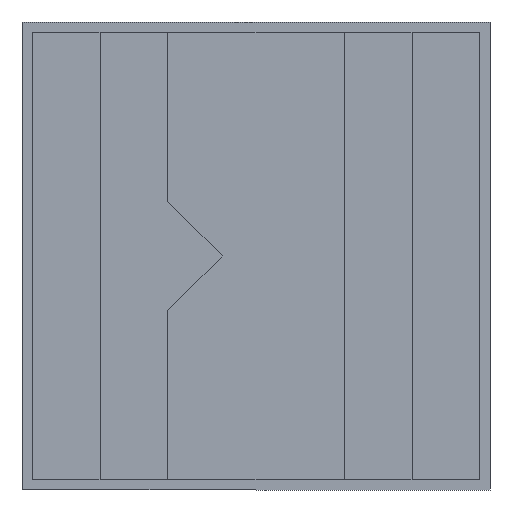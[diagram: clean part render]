
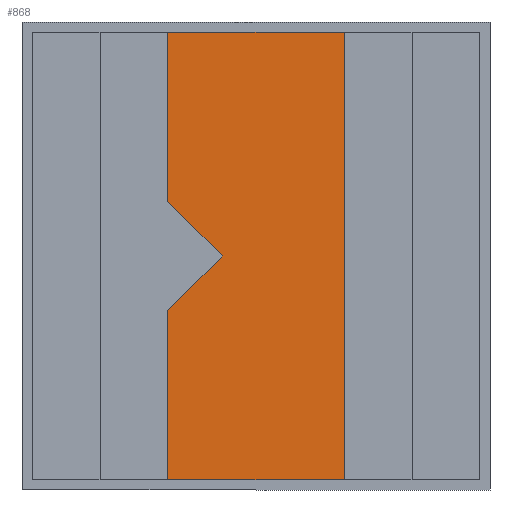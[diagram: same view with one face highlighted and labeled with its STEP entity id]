
A CAD part, front view. The second image highlights one B-rep face of the part: STEP entity #868.
In plain terms, the highlighted planar face has unit normal (0, -1, 0).
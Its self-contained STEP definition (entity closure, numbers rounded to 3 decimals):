
#2 = CARTESIAN_POINT ( 'NONE',  ( -0.65, 0., -0.4 ) ) ;
#30 = LINE ( 'NONE', #1366, #269 ) ;
#61 = VERTEX_POINT ( 'NONE', #161 ) ;
#66 = CARTESIAN_POINT ( 'NONE',  ( -0.65, 0., -1.65 ) ) ;
#73 = VERTEX_POINT ( 'NONE', #506 ) ;
#92 = DIRECTION ( 'NONE',  ( 0., 0., -1. ) ) ;
#112 = DIRECTION ( 'NONE',  ( 0., 0., 1. ) ) ;
#129 = VERTEX_POINT ( 'NONE', #194 ) ;
#161 = CARTESIAN_POINT ( 'NONE',  ( -0.25, 0., 0. ) ) ;
#178 = EDGE_CURVE ( 'NONE', #889, #129, #1078, .T. ) ;
#191 = CARTESIAN_POINT ( 'NONE',  ( 0.65, 0., 1.65 ) ) ;
#194 = CARTESIAN_POINT ( 'NONE',  ( -0.65, 0., 1.65 ) ) ;
#250 = CARTESIAN_POINT ( 'NONE',  ( -0.65, 0., -0.4 ) ) ;
#269 = VECTOR ( 'NONE', #496, 1000. ) ;
#272 = DIRECTION ( 'NONE',  ( 0., 0., 1. ) ) ;
#273 = ORIENTED_EDGE ( 'NONE', *, *, #909, .T. ) ;
#283 = LINE ( 'NONE', #1330, #697 ) ;
#372 = CARTESIAN_POINT ( 'NONE',  ( -0.65, 0., 1.65 ) ) ;
#390 = DIRECTION ( 'NONE',  ( -0.707, 0., 0.707 ) ) ;
#466 = ORIENTED_EDGE ( 'NONE', *, *, #527, .F. ) ;
#496 = DIRECTION ( 'NONE',  ( 0.707, 0., 0.707 ) ) ;
#502 = VECTOR ( 'NONE', #272, 1000. ) ;
#506 = CARTESIAN_POINT ( 'NONE',  ( 0.65, 0., -1.65 ) ) ;
#519 = CARTESIAN_POINT ( 'NONE',  ( 1.65, 0., 1.65 ) ) ;
#527 = EDGE_CURVE ( 'NONE', #61, #1355, #1002, .T. ) ;
#590 = ORIENTED_EDGE ( 'NONE', *, *, #890, .F. ) ;
#613 = EDGE_CURVE ( 'NONE', #1005, #61, #30, .T. ) ;
#644 = AXIS2_PLACEMENT_3D ( 'NONE', #767, #888, #1237 ) ;
#676 = EDGE_LOOP ( 'NONE', ( #1179, #942, #466, #885, #590, #273, #681 ) ) ;
#681 = ORIENTED_EDGE ( 'NONE', *, *, #1118, .F. ) ;
#697 = VECTOR ( 'NONE', #1121, 1000. ) ;
#700 = VERTEX_POINT ( 'NONE', #66 ) ;
#735 = LINE ( 'NONE', #2, #1175 ) ;
#767 = CARTESIAN_POINT ( 'NONE',  ( 0., 0., 0. ) ) ;
#783 = CARTESIAN_POINT ( 'NONE',  ( 0.65, 0., 1.65 ) ) ;
#838 = FACE_OUTER_BOUND ( 'NONE', #676, .T. ) ;
#868 = ADVANCED_FACE ( 'NONE', ( #838 ), #1114, .F. ) ;
#885 = ORIENTED_EDGE ( 'NONE', *, *, #613, .F. ) ;
#888 = DIRECTION ( 'NONE',  ( 0., 1., 0. ) ) ;
#889 = VERTEX_POINT ( 'NONE', #783 ) ;
#890 = EDGE_CURVE ( 'NONE', #700, #1005, #735, .T. ) ;
#909 = EDGE_CURVE ( 'NONE', #700, #73, #283, .T. ) ;
#942 = ORIENTED_EDGE ( 'NONE', *, *, #1416, .F. ) ;
#992 = LINE ( 'NONE', #191, #1139 ) ;
#1002 = LINE ( 'NONE', #1182, #1201 ) ;
#1005 = VERTEX_POINT ( 'NONE', #250 ) ;
#1078 = LINE ( 'NONE', #519, #1271 ) ;
#1114 = PLANE ( 'NONE',  #644 ) ;
#1118 = EDGE_CURVE ( 'NONE', #889, #73, #992, .T. ) ;
#1121 = DIRECTION ( 'NONE',  ( 1., 0., 0. ) ) ;
#1139 = VECTOR ( 'NONE', #92, 1000. ) ;
#1175 = VECTOR ( 'NONE', #112, 1000. ) ;
#1179 = ORIENTED_EDGE ( 'NONE', *, *, #178, .T. ) ;
#1182 = CARTESIAN_POINT ( 'NONE',  ( -0.65, 0., 0.4 ) ) ;
#1201 = VECTOR ( 'NONE', #390, 1000. ) ;
#1237 = DIRECTION ( 'NONE',  ( 0., 0., 1. ) ) ;
#1271 = VECTOR ( 'NONE', #1412, 1000. ) ;
#1276 = LINE ( 'NONE', #372, #502 ) ;
#1330 = CARTESIAN_POINT ( 'NONE',  ( 1.65, 0., -1.65 ) ) ;
#1333 = CARTESIAN_POINT ( 'NONE',  ( -0.65, 0., 0.4 ) ) ;
#1355 = VERTEX_POINT ( 'NONE', #1333 ) ;
#1366 = CARTESIAN_POINT ( 'NONE',  ( -0.25, 0., 0. ) ) ;
#1412 = DIRECTION ( 'NONE',  ( -1., 0., 0. ) ) ;
#1416 = EDGE_CURVE ( 'NONE', #1355, #129, #1276, .T. ) ;
